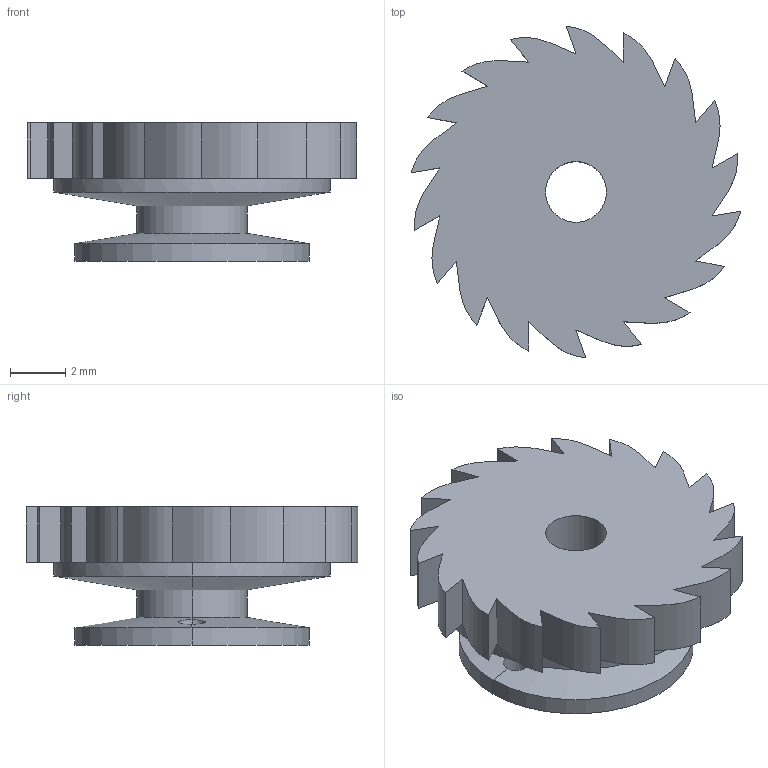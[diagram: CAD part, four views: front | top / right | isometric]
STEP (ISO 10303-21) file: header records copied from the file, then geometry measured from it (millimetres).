
FILE_DESCRIPTION (( 'STEP AP214' ), '1' );
FILE_NAME ('Pulley.STEP', '2018-01-30T23:43:17', ( '' ), ( '' ), 'SwSTEP 2.0', 'SolidWorks 2018', '' );
FILE_SCHEMA (( 'AUTOMOTIVE_DESIGN' ));
Length unit declared in the file: millimetre
Products named in the file (1): Pulley
Bounding box: 11.94 x 12 x 5 mm (x, y, z)
Volume: 295.3 mm3; surface area: 486.1 mm2
Topology: 1 solids, 1 shells, 70 faces, 161 edges, 92 vertices
Faces by surface type: plane 38, bspline 18, cylinder 10, cone 4
Entity records: 2077 total; most frequent: CARTESIAN_POINT 576, ORIENTED_EDGE 322, DIRECTION 265, EDGE_CURVE 161, VERTEX_POINT 92, AXIS2_PLACEMENT_3D 89, VECTOR 87, LINE 87
